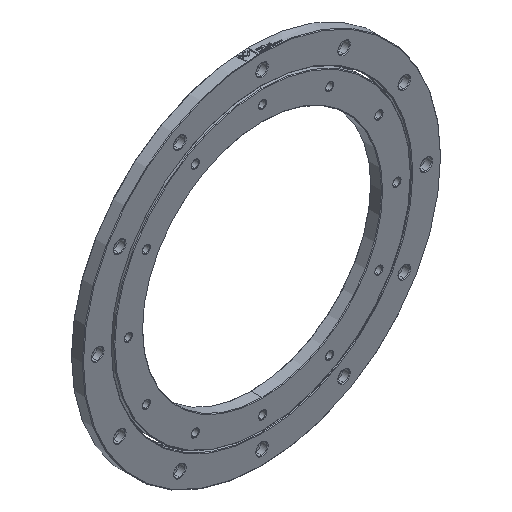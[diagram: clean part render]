
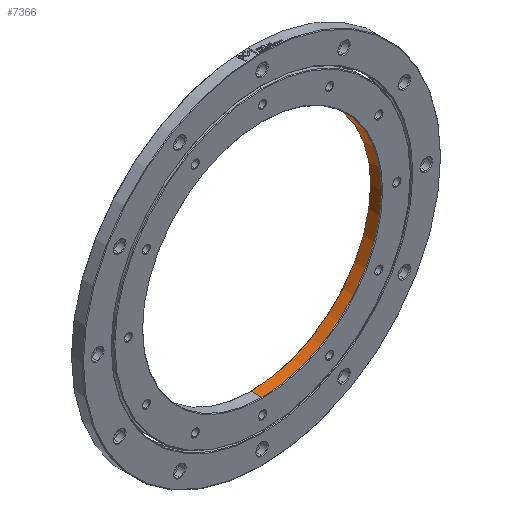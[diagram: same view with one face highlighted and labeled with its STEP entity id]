
A CAD part, isometric view. The second image highlights one B-rep face of the part: STEP entity #7366.
In plain terms, the highlighted cylindrical face has radius 100 mm (diameter 200 mm), a partial arc.
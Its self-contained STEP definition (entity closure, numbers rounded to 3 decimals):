
#5316=CYLINDRICAL_SURFACE('',#18182,100.);
#5694=LINE('',#22619,#6554);
#5695=LINE('',#22620,#6555);
#6554=VECTOR('',#19533,1.);
#6555=VECTOR('',#19534,1.);
#7366=ADVANCED_FACE('',(#8209),#5316,.F.);
#8209=FACE_OUTER_BOUND('',#9025,.T.);
#9025=EDGE_LOOP('',(#10213,#10214,#10215,#10216));
#10213=ORIENTED_EDGE('',*,*,#15609,.T.);
#10214=ORIENTED_EDGE('',*,*,#15639,.T.);
#10215=ORIENTED_EDGE('',*,*,#15610,.F.);
#10216=ORIENTED_EDGE('',*,*,#15640,.T.);
#14209=VERTEX_POINT('',#22552);
#14210=VERTEX_POINT('',#22553);
#14213=VERTEX_POINT('',#22561);
#14214=VERTEX_POINT('',#22562);
#15609=EDGE_CURVE('',#14213,#14210,#5694,.T.);
#15610=EDGE_CURVE('',#14214,#14209,#5695,.T.);
#15639=EDGE_CURVE('',#14210,#14209,#17599,.T.);
#15640=EDGE_CURVE('',#14214,#14213,#17600,.T.);
#17599=CIRCLE('',#18180,100.);
#17600=CIRCLE('',#18181,100.);
#18180=AXIS2_PLACEMENT_3D('',#22652,#19597,#19598);
#18181=AXIS2_PLACEMENT_3D('',#22653,#19599,#19600);
#18182=AXIS2_PLACEMENT_3D('',#22654,#19601,#19602);
#19533=DIRECTION('',(0.,1.,0.));
#19534=DIRECTION('',(0.,1.,0.));
#19597=DIRECTION('',(0.,1.,0.));
#19598=DIRECTION('',(0.,0.,-1.));
#19599=DIRECTION('',(0.,-1.,0.));
#19600=DIRECTION('',(0.,0.,1.));
#19601=DIRECTION('',(0.,-1.,0.));
#19602=DIRECTION('',(0.,0.,-1.));
#22552=CARTESIAN_POINT('',(0.,9.5,-100.));
#22553=CARTESIAN_POINT('',(0.,9.5,100.));
#22561=CARTESIAN_POINT('',(0.,0.5,100.));
#22562=CARTESIAN_POINT('',(0.,0.5,-100.));
#22619=CARTESIAN_POINT('',(0.,0.,100.));
#22620=CARTESIAN_POINT('',(0.,0.,-100.));
#22652=CARTESIAN_POINT('',(0.,9.5,0.));
#22653=CARTESIAN_POINT('',(0.,0.5,0.));
#22654=CARTESIAN_POINT('',(0.,0.,0.));
